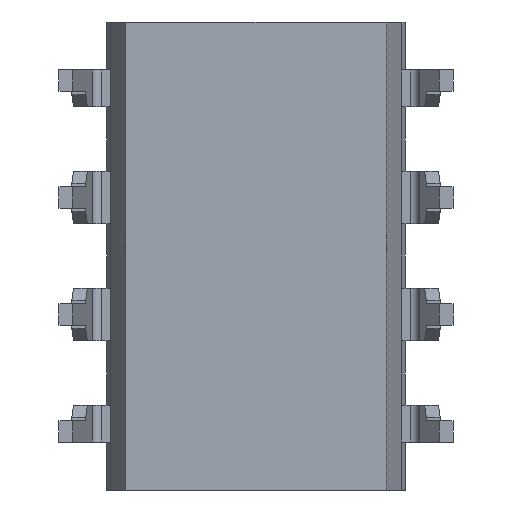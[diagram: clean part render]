
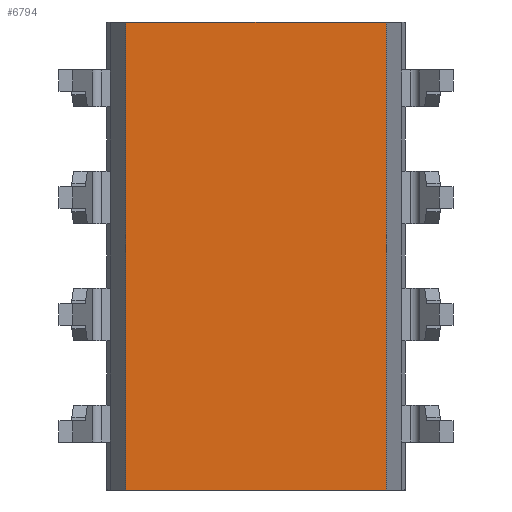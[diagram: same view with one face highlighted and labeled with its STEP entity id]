
A CAD part, front view. The second image highlights one B-rep face of the part: STEP entity #6794.
In plain terms, the highlighted planar face has unit normal (0, -1, 0).
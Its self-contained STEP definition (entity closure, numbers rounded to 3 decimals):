
#49 = DIRECTION ( 'NONE',  ( 0., 1., 0. ) ) ;
#165 = LINE ( 'NONE', #6620, #5361 ) ;
#555 = EDGE_LOOP ( 'NONE', ( #6441, #2155, #4952, #6545 ) ) ;
#579 = DIRECTION ( 'NONE',  ( 1., 0., 0. ) ) ;
#813 = VERTEX_POINT ( 'NONE', #6467 ) ;
#1568 = CARTESIAN_POINT ( 'NONE',  ( 2.825, -1.651, -5.08 ) ) ;
#1882 = CARTESIAN_POINT ( 'NONE',  ( -2.825, -1.651, -5.08 ) ) ;
#2155 = ORIENTED_EDGE ( 'NONE', *, *, #3586, .F. ) ;
#2502 = AXIS2_PLACEMENT_3D ( 'NONE', #3975, #49, #579 ) ;
#2977 = VECTOR ( 'NONE', #6868, 1000. ) ;
#3090 = VERTEX_POINT ( 'NONE', #6115 ) ;
#3140 = CARTESIAN_POINT ( 'NONE',  ( 2.825, -1.651, 5.08 ) ) ;
#3467 = DIRECTION ( 'NONE',  ( 1., 0., 0. ) ) ;
#3490 = LINE ( 'NONE', #5656, #6415 ) ;
#3576 = EDGE_CURVE ( 'NONE', #4331, #6248, #3490, .T. ) ;
#3586 = EDGE_CURVE ( 'NONE', #813, #3090, #4943, .T. ) ;
#3975 = CARTESIAN_POINT ( 'NONE',  ( 2.825, -1.651, 5.08 ) ) ;
#4331 = VERTEX_POINT ( 'NONE', #6322 ) ;
#4791 = VECTOR ( 'NONE', #5428, 1000. ) ;
#4943 = LINE ( 'NONE', #3140, #2977 ) ;
#4952 = ORIENTED_EDGE ( 'NONE', *, *, #5992, .F. ) ;
#5076 = LINE ( 'NONE', #1568, #4791 ) ;
#5248 = DIRECTION ( 'NONE',  ( 0., 0., -1. ) ) ;
#5361 = VECTOR ( 'NONE', #3467, 1000. ) ;
#5428 = DIRECTION ( 'NONE',  ( 1., 0., 0. ) ) ;
#5656 = CARTESIAN_POINT ( 'NONE',  ( -2.825, -1.651, 5.08 ) ) ;
#5949 = FACE_OUTER_BOUND ( 'NONE', #555, .T. ) ;
#5992 = EDGE_CURVE ( 'NONE', #4331, #813, #165, .T. ) ;
#6115 = CARTESIAN_POINT ( 'NONE',  ( 2.825, -1.651, -5.08 ) ) ;
#6116 = PLANE ( 'NONE',  #2502 ) ;
#6248 = VERTEX_POINT ( 'NONE', #1882 ) ;
#6322 = CARTESIAN_POINT ( 'NONE',  ( -2.825, -1.651, 5.08 ) ) ;
#6415 = VECTOR ( 'NONE', #5248, 1000. ) ;
#6441 = ORIENTED_EDGE ( 'NONE', *, *, #6659, .T. ) ;
#6467 = CARTESIAN_POINT ( 'NONE',  ( 2.825, -1.651, 5.08 ) ) ;
#6545 = ORIENTED_EDGE ( 'NONE', *, *, #3576, .T. ) ;
#6620 = CARTESIAN_POINT ( 'NONE',  ( 2.825, -1.651, 5.08 ) ) ;
#6659 = EDGE_CURVE ( 'NONE', #6248, #3090, #5076, .T. ) ;
#6794 = ADVANCED_FACE ( 'NONE', ( #5949 ), #6116, .F. ) ;
#6868 = DIRECTION ( 'NONE',  ( 0., 0., -1. ) ) ;
